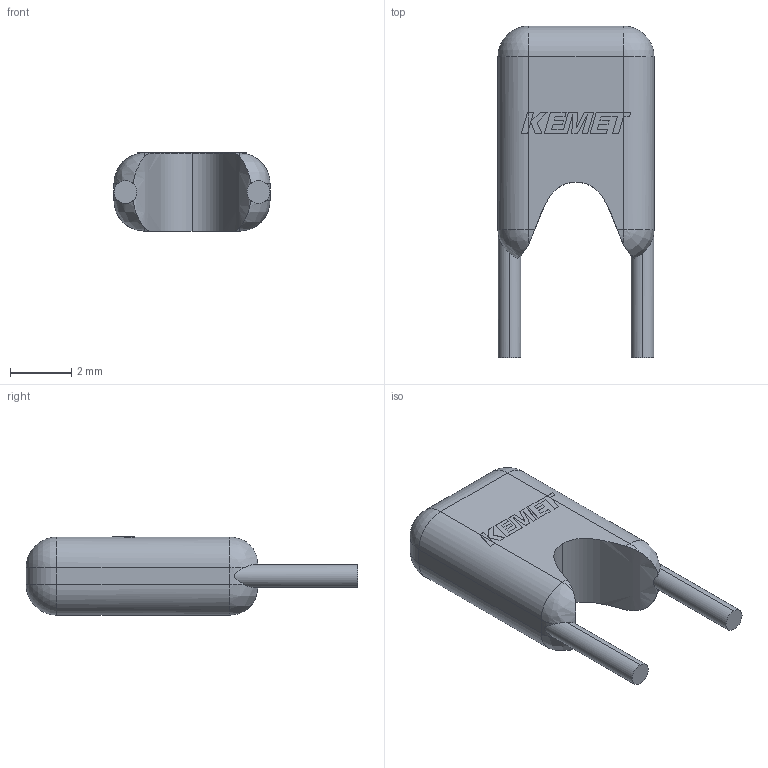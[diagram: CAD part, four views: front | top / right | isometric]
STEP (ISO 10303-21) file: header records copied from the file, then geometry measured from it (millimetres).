
FILE_DESCRIPTION (( 'STEP AP214' ), '1' );
FILE_NAME ('CCR_RCST2_HT55_L5.08H5.08T2.54S5.08LL3.175F0.737.STEP', '2024-11-28T15:17:19', ( '' ), ( '' ), 'SwSTEP 2.0', 'SolidWorks 2021', '' );
FILE_SCHEMA (( 'AUTOMOTIVE_DESIGN' ));
Length unit declared in the file: millimetre
Products named in the file (1): CCR_RCST2_HT55_L5.08H5.08T2.54S5.08LL3.175F0.737
Bounding box: 5.08 x 10.79 x 2.54 mm (x, y, z)
Volume: 75.4 mm3; surface area: 130.7 mm2
Topology: 4 solids, 4 shells, 96 faces, 252 edges, 156 vertices
Faces by surface type: plane 64, cylinder 16, bspline 12, sphere 4
Entity records: 4473 total; most frequent: CARTESIAN_POINT 1171, ORIENTED_EDGE 488, DIRECTION 384, EDGE_CURVE 244, VECTOR 182, LINE 182, VERTEX_POINT 156, UNCERTAINTY_MEASURE_WITH_UNIT 102
